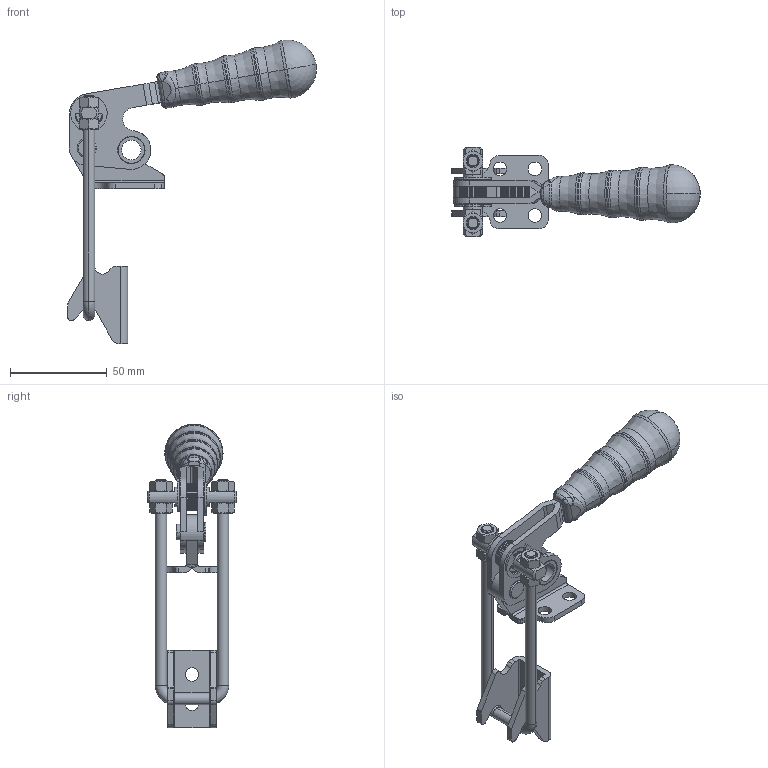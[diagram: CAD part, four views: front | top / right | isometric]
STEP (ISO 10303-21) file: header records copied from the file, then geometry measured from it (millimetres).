
FILE_DESCRIPTION((''),'2;1');
FILE_NAME('412.0.stp','2005-09-01T11:46:55',('CAD'),(''),'Autodesk Inventor 8','Autodesk Inventor 8','');
FILE_SCHEMA(('AUTOMOTIVE_DESIGN { 1 0 10303 214 1 1 1 1 }'));
Length unit declared in the file: millimetre
Products named in the file (1): Part43
Bounding box: 128.32 x 46 x 156.65 mm (x, y, z)
Volume: 70767.1 mm3; surface area: 32696.7 mm2
Topology: 6 solids, 6 shells, 994 faces, 3310 edges, 1994 vertices
Faces by surface type: plane 349, cone 324, cylinder 197, bspline 108, sphere 10, torus 6
Entity records: 42372 total; most frequent: CARTESIAN_POINT 14192, ORIENTED_EDGE 6588, DIRECTION 5842, EDGE_CURVE 3294, AXIS2_PLACEMENT_3D 2229, VERTEX_POINT 1992, VECTOR 1384, LINE 1384
